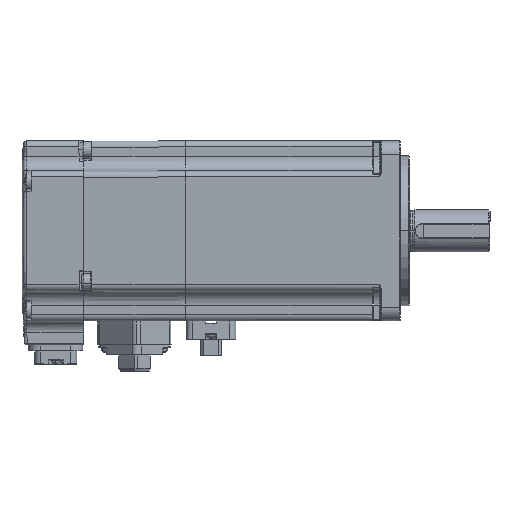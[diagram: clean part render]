
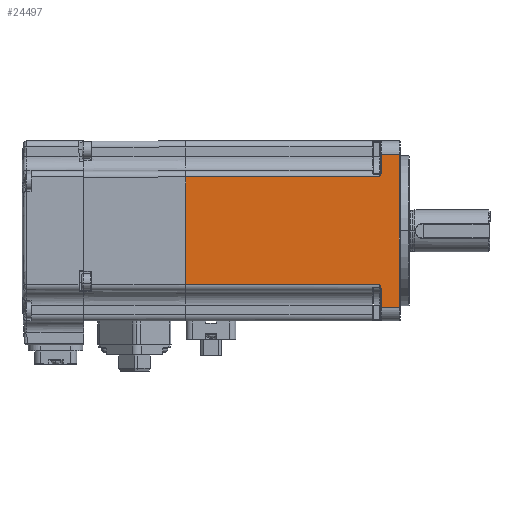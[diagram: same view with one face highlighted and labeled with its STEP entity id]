
A CAD part, left-side view. The second image highlights one B-rep face of the part: STEP entity #24497.
In plain terms, the highlighted planar face has unit normal (-1, 0, 0).
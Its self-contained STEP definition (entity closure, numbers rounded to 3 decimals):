
#152 = CARTESIAN_POINT ( 'NONE',  ( -30., -8., 25.5 ) ) ;
#422 = VERTEX_POINT ( 'NONE', #40013 ) ;
#562 = CARTESIAN_POINT ( 'NONE',  ( -30., -10.152, 18.893 ) ) ;
#1746 = CARTESIAN_POINT ( 'NONE',  ( -30., -10.2, 19.153 ) ) ;
#2853 = CARTESIAN_POINT ( 'NONE',  ( -30., 55., -18. ) ) ;
#3480 = DIRECTION ( 'NONE',  ( 0., 0., -1. ) ) ;
#3753 = LINE ( 'NONE', #42934, #5903 ) ;
#3874 = ORIENTED_EDGE ( 'NONE', *, *, #36033, .T. ) ;
#4075 = ORIENTED_EDGE ( 'NONE', *, *, #14602, .T. ) ;
#4510 = CARTESIAN_POINT ( 'NONE',  ( -30., -10.076, -18.581 ) ) ;
#5100 = CARTESIAN_POINT ( 'NONE',  ( -30., -10.194, 19.065 ) ) ;
#5693 = B_SPLINE_CURVE_WITH_KNOTS ( 'NONE', 3,
 ( #12927, #29228, #28118, #27974, #27827, #27679 ),
 .UNSPECIFIED., .F., .F.,
 ( 4, 2, 4 ),
 ( 0., 0., 0. ),
 .UNSPECIFIED. ) ;
#5903 = VECTOR ( 'NONE', #22745, 1000. ) ;
#7009 = VECTOR ( 'NONE', #40883, 1000. ) ;
#7051 = LINE ( 'NONE', #41023, #7009 ) ;
#7375 = VERTEX_POINT ( 'NONE', #29697 ) ;
#7517 = ORIENTED_EDGE ( 'NONE', *, *, #25311, .T. ) ;
#8499 = LINE ( 'NONE', #23776, #8546 ) ;
#8546 = VECTOR ( 'NONE', #24504, 1000. ) ;
#8566 = CARTESIAN_POINT ( 'NONE',  ( -30., -10.162, 18.936 ) ) ;
#8735 = AXIS2_PLACEMENT_3D ( 'NONE', #152, #23867, #3480 ) ;
#8783 = EDGE_CURVE ( 'NONE', #32269, #29064, #23291, .T. ) ;
#9548 = FACE_OUTER_BOUND ( 'NONE', #42945, .T. ) ;
#10445 = DIRECTION ( 'NONE',  ( 0., -1., 0. ) ) ;
#10452 = LINE ( 'NONE', #13157, #11231 ) ;
#11231 = VECTOR ( 'NONE', #26573, 1000. ) ;
#11928 = VERTEX_POINT ( 'NONE', #27465 ) ;
#12922 = EDGE_CURVE ( 'NONE', #33269, #7375, #21094, .T. ) ;
#12927 = CARTESIAN_POINT ( 'NONE',  ( -30., -10.152, -18.893 ) ) ;
#13157 = CARTESIAN_POINT ( 'NONE',  ( -30., -16.3, 25.5 ) ) ;
#13777 = EDGE_CURVE ( 'NONE', #29064, #18542, #5693, .T. ) ;
#14370 = VERTEX_POINT ( 'NONE', #24756 ) ;
#14602 = EDGE_CURVE ( 'NONE', #14370, #27908, #7051, .T. ) ;
#14960 = CARTESIAN_POINT ( 'NONE',  ( -30., 55., 25.5 ) ) ;
#15303 = LINE ( 'NONE', #24354, #26396 ) ;
#16063 = CARTESIAN_POINT ( 'NONE',  ( -30., -10.2, -19.153 ) ) ;
#16743 = ORIENTED_EDGE ( 'NONE', *, *, #13777, .T. ) ;
#16810 = CARTESIAN_POINT ( 'NONE',  ( -30., -16.3, 25.5 ) ) ;
#17161 = CARTESIAN_POINT ( 'NONE',  ( -30., 55.5, 18. ) ) ;
#17475 = ORIENTED_EDGE ( 'NONE', *, *, #37812, .T. ) ;
#18467 = EDGE_CURVE ( 'NONE', #14370, #24458, #8499, .T. ) ;
#18503 = ORIENTED_EDGE ( 'NONE', *, *, #39726, .T. ) ;
#18542 = VERTEX_POINT ( 'NONE', #16063 ) ;
#18607 = ORIENTED_EDGE ( 'NONE', *, *, #18467, .F. ) ;
#19116 = CARTESIAN_POINT ( 'NONE',  ( -30., 55.5, -18. ) ) ;
#20143 = ORIENTED_EDGE ( 'NONE', *, *, #12922, .T. ) ;
#20331 = CARTESIAN_POINT ( 'NONE',  ( -30., -10.152, -18.893 ) ) ;
#20494 = PLANE ( 'NONE',  #8735 ) ;
#21094 = B_SPLINE_CURVE_WITH_KNOTS ( 'NONE', 3,
 ( #34028, #32543, #32065, #32993 ),
 .UNSPECIFIED., .F., .F.,
 ( 4, 4 ),
 ( 0., 0.001 ),
 .UNSPECIFIED. ) ;
#22745 = DIRECTION ( 'NONE',  ( 0., -1., 0. ) ) ;
#22856 = ORIENTED_EDGE ( 'NONE', *, *, #25487, .F. ) ;
#23226 = EDGE_CURVE ( 'NONE', #18542, #422, #15303, .T. ) ;
#23291 = B_SPLINE_CURVE_WITH_KNOTS ( 'NONE', 3,
 ( #36710, #36647, #4510, #36748 ),
 .UNSPECIFIED., .F., .F.,
 ( 4, 4 ),
 ( 0., 0.001 ),
 .UNSPECIFIED. ) ;
#23487 = VECTOR ( 'NONE', #10445, 1000. ) ;
#23776 = CARTESIAN_POINT ( 'NONE',  ( -30., -8., 25.5 ) ) ;
#23867 = DIRECTION ( 'NONE',  ( 1., 0., 0. ) ) ;
#24354 = CARTESIAN_POINT ( 'NONE',  ( -30., -10.2, -25.5 ) ) ;
#24458 = VERTEX_POINT ( 'NONE', #16810 ) ;
#24497 = ADVANCED_FACE ( 'NONE', ( #9548 ), #20494, .F. ) ;
#24504 = DIRECTION ( 'NONE',  ( 0., -1., 0. ) ) ;
#24756 = CARTESIAN_POINT ( 'NONE',  ( -30., -10.2, 25.5 ) ) ;
#25311 = EDGE_CURVE ( 'NONE', #422, #11928, #3753, .T. ) ;
#25476 = CARTESIAN_POINT ( 'NONE',  ( -30., -10.2, 19.109 ) ) ;
#25487 = EDGE_CURVE ( 'NONE', #31762, #7375, #38324, .T. ) ;
#26267 = ORIENTED_EDGE ( 'NONE', *, *, #8783, .T. ) ;
#26396 = VECTOR ( 'NONE', #43738, 1000. ) ;
#26573 = DIRECTION ( 'NONE',  ( 0., 0., 1. ) ) ;
#27465 = CARTESIAN_POINT ( 'NONE',  ( -30., -16.3, -25.5 ) ) ;
#27679 = CARTESIAN_POINT ( 'NONE',  ( -30., -10.2, -19.153 ) ) ;
#27827 = CARTESIAN_POINT ( 'NONE',  ( -30., -10.2, -19.109 ) ) ;
#27908 = VERTEX_POINT ( 'NONE', #40775 ) ;
#27974 = CARTESIAN_POINT ( 'NONE',  ( -30., -10.194, -19.065 ) ) ;
#28118 = CARTESIAN_POINT ( 'NONE',  ( -30., -10.175, -18.978 ) ) ;
#28353 = DIRECTION ( 'NONE',  ( 0., 0., 1. ) ) ;
#28870 = CARTESIAN_POINT ( 'NONE',  ( -30., -10.175, 18.978 ) ) ;
#29064 = VERTEX_POINT ( 'NONE', #20331 ) ;
#29228 = CARTESIAN_POINT ( 'NONE',  ( -30., -10.162, -18.936 ) ) ;
#29697 = CARTESIAN_POINT ( 'NONE',  ( -30., -9.8, 18. ) ) ;
#30494 = VECTOR ( 'NONE', #28353, 1000. ) ;
#31762 = VERTEX_POINT ( 'NONE', #32172 ) ;
#32065 = CARTESIAN_POINT ( 'NONE',  ( -30., -9.937, 18.29 ) ) ;
#32172 = CARTESIAN_POINT ( 'NONE',  ( -30., 55., 18. ) ) ;
#32199 = ORIENTED_EDGE ( 'NONE', *, *, #23226, .T. ) ;
#32269 = VERTEX_POINT ( 'NONE', #35258 ) ;
#32296 = CARTESIAN_POINT ( 'NONE',  ( -30., -10.152, 18.893 ) ) ;
#32534 = VERTEX_POINT ( 'NONE', #2853 ) ;
#32543 = CARTESIAN_POINT ( 'NONE',  ( -30., -10.077, 18.581 ) ) ;
#32993 = CARTESIAN_POINT ( 'NONE',  ( -30., -9.8, 18. ) ) ;
#33269 = VERTEX_POINT ( 'NONE', #562 ) ;
#33957 = LINE ( 'NONE', #14960, #30494 ) ;
#34028 = CARTESIAN_POINT ( 'NONE',  ( -30., -10.152, 18.893 ) ) ;
#34768 = ORIENTED_EDGE ( 'NONE', *, *, #43286, .F. ) ;
#35258 = CARTESIAN_POINT ( 'NONE',  ( -30., -9.8, -18. ) ) ;
#35740 = VECTOR ( 'NONE', #42669, 1000. ) ;
#36033 = EDGE_CURVE ( 'NONE', #11928, #24458, #10452, .T. ) ;
#36647 = CARTESIAN_POINT ( 'NONE',  ( -30., -9.937, -18.29 ) ) ;
#36710 = CARTESIAN_POINT ( 'NONE',  ( -30., -9.8, -18. ) ) ;
#36748 = CARTESIAN_POINT ( 'NONE',  ( -30., -10.152, -18.893 ) ) ;
#36889 = LINE ( 'NONE', #19116, #35740 ) ;
#37812 = EDGE_CURVE ( 'NONE', #27908, #33269, #42828, .T. ) ;
#38324 = LINE ( 'NONE', #17161, #23487 ) ;
#39726 = EDGE_CURVE ( 'NONE', #32534, #32269, #36889, .T. ) ;
#40013 = CARTESIAN_POINT ( 'NONE',  ( -30., -10.2, -25.5 ) ) ;
#40775 = CARTESIAN_POINT ( 'NONE',  ( -30., -10.2, 19.153 ) ) ;
#40883 = DIRECTION ( 'NONE',  ( 0., 0., -1. ) ) ;
#41023 = CARTESIAN_POINT ( 'NONE',  ( -30., -10.2, 18. ) ) ;
#42669 = DIRECTION ( 'NONE',  ( 0., -1., 0. ) ) ;
#42828 = B_SPLINE_CURVE_WITH_KNOTS ( 'NONE', 3,
 ( #1746, #25476, #5100, #28870, #8566, #32296 ),
 .UNSPECIFIED., .F., .F.,
 ( 4, 2, 4 ),
 ( 0., 0., 0. ),
 .UNSPECIFIED. ) ;
#42934 = CARTESIAN_POINT ( 'NONE',  ( -30., -8., -25.5 ) ) ;
#42945 = EDGE_LOOP ( 'NONE', ( #34768, #18503, #26267, #16743, #32199, #7517, #3874, #18607, #4075, #17475, #20143, #22856 ) ) ;
#43286 = EDGE_CURVE ( 'NONE', #32534, #31762, #33957, .T. ) ;
#43738 = DIRECTION ( 'NONE',  ( 0., 0., -1. ) ) ;
